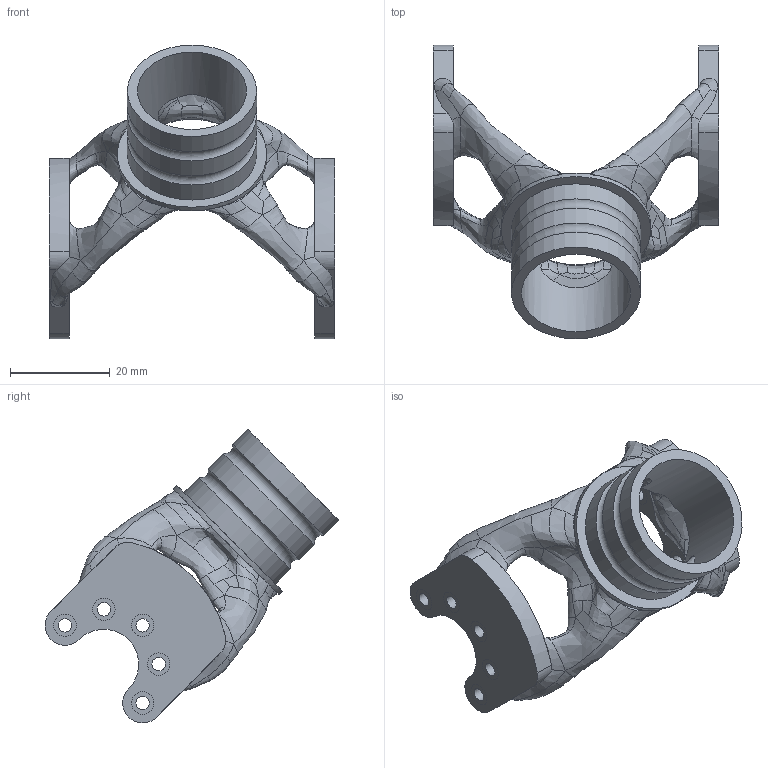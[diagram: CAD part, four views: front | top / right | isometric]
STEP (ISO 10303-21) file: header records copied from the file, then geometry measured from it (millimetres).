
FILE_DESCRIPTION(/* description */ (''),/* implementation_level */ '2;1');
FILE_NAME(/* name */ 'L34_Mount_PostGen.step',/* time_stamp */ '2023-11-11T16:38:24-05:00',/* author */ (''),/* organization */ (''),/* preprocessor_version */ 'ST-DEVELOPER v20',/* originating_system */ 'Autodesk Translation Framework v12.14.0.127',/* authorisation */ '');
FILE_SCHEMA (('AUTOMOTIVE_DESIGN { 1 0 10303 214 3 1 1 }'));
Products named in the file (1): Outcome 3 - 25
Bounding box: 57.2 x 58.87 x 58.87 mm (x, y, z)
Volume: 12352.3 mm3; surface area: 10065.2 mm2
Topology: 1 solids, 1 shells, 275 faces, 676 edges, 420 vertices
Faces by surface type: bspline 199, plane 38, cylinder 32, torus 6
Full cylindrical faces by diameter (mm): 2.7 x10, 21.9 x1, 25.9 x3, 30 x1
Entity records: 40858 total; most frequent: CARTESIAN_POINT 35923, ORIENTED_EDGE 1352, EDGE_CURVE 676, B_SPLINE_CURVE_WITH_KNOTS 544, VERTEX_POINT 420, DIRECTION 379, EDGE_LOOP 318, FACE_OUTER_BOUND 275
